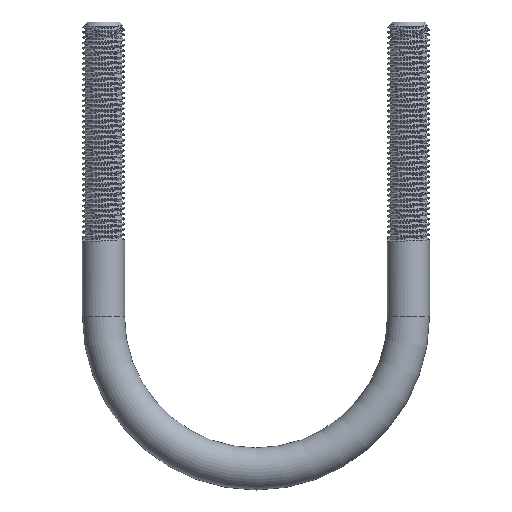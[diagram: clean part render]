
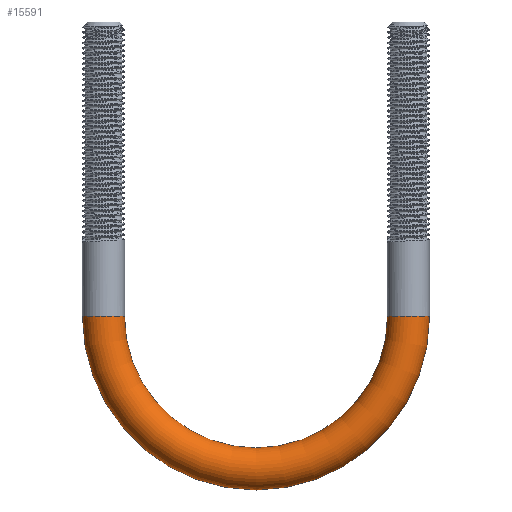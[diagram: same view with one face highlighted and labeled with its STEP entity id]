
A CAD part, front view. The second image highlights one B-rep face of the part: STEP entity #15591.
In plain terms, the highlighted toroidal (fillet/blend) face has major radius 29 mm and minor radius 4 mm.
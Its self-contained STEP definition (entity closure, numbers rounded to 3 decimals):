
#12 = ORIENTED_EDGE ( 'NONE', *, *, #6186, .T. ) ;
#365 = DIRECTION ( 'NONE',  ( -1., 0., 0. ) ) ;
#644 = AXIS2_PLACEMENT_3D ( 'NONE', #8525, #12604, #11187 ) ;
#2100 = VERTEX_POINT ( 'NONE', #17306 ) ;
#2855 = CARTESIAN_POINT ( 'NONE',  ( 12.5, 0., -127.642 ) ) ;
#2908 = AXIS2_PLACEMENT_3D ( 'NONE', #2855, #9867, #9779 ) ;
#3091 = CARTESIAN_POINT ( 'NONE',  ( -16.5, 0., -127.642 ) ) ;
#3179 = ORIENTED_EDGE ( 'NONE', *, *, #11594, .F. ) ;
#4104 = DIRECTION ( 'NONE',  ( 0., 0., 1. ) ) ;
#4844 = CARTESIAN_POINT ( 'NONE',  ( -20.5, 0., -127.642 ) ) ;
#5008 = VERTEX_POINT ( 'NONE', #5912 ) ;
#5912 = CARTESIAN_POINT ( 'NONE',  ( 45.5, 0., -127.642 ) ) ;
#6186 = EDGE_CURVE ( 'NONE', #9558, #2100, #18133, .T. ) ;
#6510 = CIRCLE ( 'NONE', #11971, 33. ) ;
#8525 = CARTESIAN_POINT ( 'NONE',  ( 41.5, 0., -127.642 ) ) ;
#8786 = CIRCLE ( 'NONE', #644, 4. ) ;
#9558 = VERTEX_POINT ( 'NONE', #11911 ) ;
#9682 = CIRCLE ( 'NONE', #17537, 4. ) ;
#9779 = DIRECTION ( 'NONE',  ( 0., 0., 1. ) ) ;
#9867 = DIRECTION ( 'NONE',  ( 0., 1., 0. ) ) ;
#10326 = EDGE_CURVE ( 'NONE', #2100, #13247, #9682, .T. ) ;
#10375 = ORIENTED_EDGE ( 'NONE', *, *, #14962, .F. ) ;
#10960 = DIRECTION ( 'NONE',  ( 0., 1., 0. ) ) ;
#11187 = DIRECTION ( 'NONE',  ( 1., 0., 0. ) ) ;
#11301 = CARTESIAN_POINT ( 'NONE',  ( 12.5, 0., -127.642 ) ) ;
#11594 = EDGE_CURVE ( 'NONE', #9558, #5008, #8786, .T. ) ;
#11911 = CARTESIAN_POINT ( 'NONE',  ( 37.5, 0., -127.642 ) ) ;
#11971 = AXIS2_PLACEMENT_3D ( 'NONE', #11301, #17064, #4104 ) ;
#12604 = DIRECTION ( 'NONE',  ( 0., 0., 1. ) ) ;
#12874 = TOROIDAL_SURFACE ( 'NONE', #2908, 29., 4. ) ;
#13247 = VERTEX_POINT ( 'NONE', #4844 ) ;
#13305 = DIRECTION ( 'NONE',  ( 0., 0., -1. ) ) ;
#14150 = EDGE_LOOP ( 'NONE', ( #10375, #3179, #12, #16230 ) ) ;
#14497 = AXIS2_PLACEMENT_3D ( 'NONE', #15562, #10960, #16981 ) ;
#14962 = EDGE_CURVE ( 'NONE', #5008, #13247, #6510, .T. ) ;
#15562 = CARTESIAN_POINT ( 'NONE',  ( 12.5, 0., -127.642 ) ) ;
#15591 = ADVANCED_FACE ( 'NONE', ( #18381 ), #12874, .T. ) ;
#16230 = ORIENTED_EDGE ( 'NONE', *, *, #10326, .T. ) ;
#16981 = DIRECTION ( 'NONE',  ( 0., 0., 1. ) ) ;
#17064 = DIRECTION ( 'NONE',  ( 0., 1., 0. ) ) ;
#17306 = CARTESIAN_POINT ( 'NONE',  ( -12.5, 0., -127.642 ) ) ;
#17537 = AXIS2_PLACEMENT_3D ( 'NONE', #3091, #13305, #365 ) ;
#18133 = CIRCLE ( 'NONE', #14497, 25. ) ;
#18381 = FACE_OUTER_BOUND ( 'NONE', #14150, .T. ) ;
